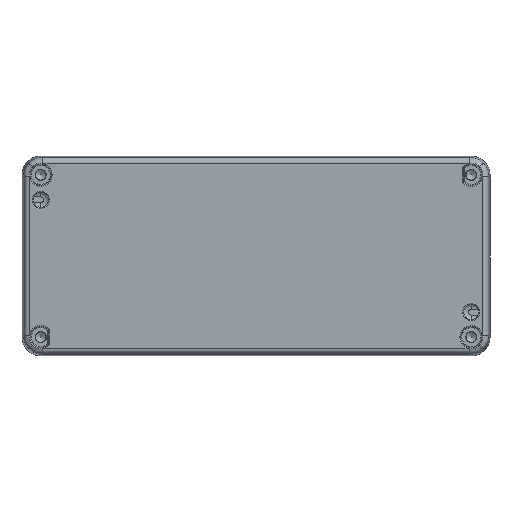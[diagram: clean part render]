
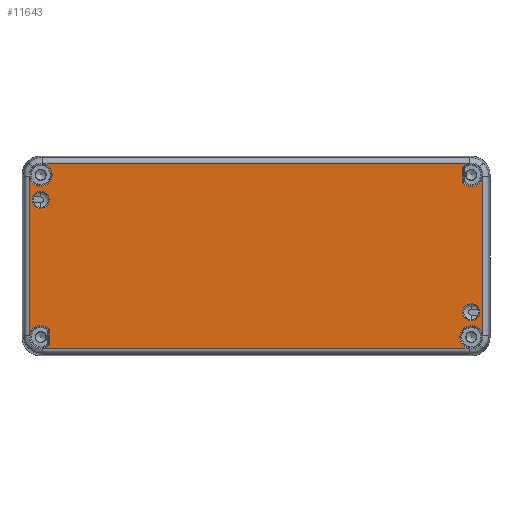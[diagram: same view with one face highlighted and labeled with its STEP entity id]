
A CAD part, front view. The second image highlights one B-rep face of the part: STEP entity #11643.
In plain terms, the highlighted planar face has unit normal (0, -1, 0).
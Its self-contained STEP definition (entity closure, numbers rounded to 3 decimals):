
#955=ELLIPSE('',#12662,0.375,0.348);
#956=ELLIPSE('',#12663,0.375,0.348);
#957=ELLIPSE('',#12666,0.375,0.348);
#958=ELLIPSE('',#12667,0.375,0.348);
#1016=PLANE('',#12660);
#1197=LINE('',#17730,#1795);
#1198=LINE('',#17733,#1796);
#1199=LINE('',#17737,#1797);
#1200=LINE('',#17742,#1798);
#1201=LINE('',#17744,#1799);
#1202=LINE('',#17750,#1800);
#1795=VECTOR('',#14165,1000.);
#1796=VECTOR('',#14168,1000.);
#1797=VECTOR('',#14171,1000.);
#1798=VECTOR('',#14176,1000.);
#1799=VECTOR('',#14177,1000.);
#1800=VECTOR('',#14182,1000.);
#2433=FACE_BOUND('',#3730,.T.);
#2434=FACE_BOUND('',#3731,.T.);
#2841=FACE_OUTER_BOUND('',#3729,.T.);
#3729=EDGE_LOOP('',(#8326,#8327,#8328,#8329,#8330,#8331,#8332,#8333,#8334,
#8335,#8336,#8337,#8338,#8339,#8340,#8341));
#3730=EDGE_LOOP('',(#8342));
#3731=EDGE_LOOP('',(#8343));
#4577=CIRCLE('',#12501,2.698);
#4593=CIRCLE('',#12527,2.698);
#4614=CIRCLE('',#12558,3.692);
#4620=CIRCLE('',#12566,3.695);
#4674=CIRCLE('',#12661,3.692);
#4675=CIRCLE('',#12664,3.695);
#4676=CIRCLE('',#12665,3.695);
#4677=CIRCLE('',#12668,3.695);
#5236=VERTEX_POINT('',#16842);
#5252=VERTEX_POINT('',#16884);
#5273=VERTEX_POINT('',#16935);
#5274=VERTEX_POINT('',#16937);
#5279=VERTEX_POINT('',#16949);
#5280=VERTEX_POINT('',#16951);
#5384=VERTEX_POINT('',#17728);
#5385=VERTEX_POINT('',#17729);
#5386=VERTEX_POINT('',#17731);
#5387=VERTEX_POINT('',#17734);
#5388=VERTEX_POINT('',#17736);
#5389=VERTEX_POINT('',#17738);
#5390=VERTEX_POINT('',#17740);
#5391=VERTEX_POINT('',#17743);
#5392=VERTEX_POINT('',#17745);
#5393=VERTEX_POINT('',#17747);
#5394=VERTEX_POINT('',#17749);
#5395=VERTEX_POINT('',#17751);
#6331=EDGE_CURVE('',#5236,#5236,#4577,.T.);
#6347=EDGE_CURVE('',#5252,#5252,#4593,.T.);
#6368=EDGE_CURVE('',#5274,#5273,#4614,.T.);
#6374=EDGE_CURVE('',#5280,#5279,#4620,.T.);
#6483=EDGE_CURVE('',#5384,#5385,#1197,.T.);
#6484=EDGE_CURVE('',#5385,#5386,#4674,.T.);
#6485=EDGE_CURVE('',#5386,#5280,#1198,.T.);
#6486=EDGE_CURVE('',#5387,#5279,#955,.T.);
#6487=EDGE_CURVE('',#5387,#5388,#1199,.T.);
#6488=EDGE_CURVE('',#5389,#5388,#956,.T.);
#6489=EDGE_CURVE('',#5389,#5390,#4675,.T.);
#6490=EDGE_CURVE('',#5390,#5274,#1200,.T.);
#6491=EDGE_CURVE('',#5273,#5391,#1201,.T.);
#6492=EDGE_CURVE('',#5391,#5392,#4676,.T.);
#6493=EDGE_CURVE('',#5393,#5392,#957,.T.);
#6494=EDGE_CURVE('',#5393,#5394,#1202,.T.);
#6495=EDGE_CURVE('',#5395,#5394,#958,.T.);
#6496=EDGE_CURVE('',#5395,#5384,#4677,.T.);
#8326=ORIENTED_EDGE('',*,*,#6483,.T.);
#8327=ORIENTED_EDGE('',*,*,#6484,.T.);
#8328=ORIENTED_EDGE('',*,*,#6485,.T.);
#8329=ORIENTED_EDGE('',*,*,#6374,.T.);
#8330=ORIENTED_EDGE('',*,*,#6486,.F.);
#8331=ORIENTED_EDGE('',*,*,#6487,.T.);
#8332=ORIENTED_EDGE('',*,*,#6488,.F.);
#8333=ORIENTED_EDGE('',*,*,#6489,.T.);
#8334=ORIENTED_EDGE('',*,*,#6490,.T.);
#8335=ORIENTED_EDGE('',*,*,#6368,.T.);
#8336=ORIENTED_EDGE('',*,*,#6491,.T.);
#8337=ORIENTED_EDGE('',*,*,#6492,.T.);
#8338=ORIENTED_EDGE('',*,*,#6493,.F.);
#8339=ORIENTED_EDGE('',*,*,#6494,.T.);
#8340=ORIENTED_EDGE('',*,*,#6495,.F.);
#8341=ORIENTED_EDGE('',*,*,#6496,.T.);
#8342=ORIENTED_EDGE('',*,*,#6347,.T.);
#8343=ORIENTED_EDGE('',*,*,#6331,.T.);
#11643=ADVANCED_FACE('',(#2841,#2433,#2434),#1016,.F.);
#12501=AXIS2_PLACEMENT_3D('',#16843,#13845,#13846);
#12527=AXIS2_PLACEMENT_3D('',#16885,#13897,#13898);
#12558=AXIS2_PLACEMENT_3D('',#16938,#13959,#13960);
#12566=AXIS2_PLACEMENT_3D('',#16952,#13975,#13976);
#12660=AXIS2_PLACEMENT_3D('',#17727,#14163,#14164);
#12661=AXIS2_PLACEMENT_3D('',#17732,#14166,#14167);
#12662=AXIS2_PLACEMENT_3D('',#17735,#14169,#14170);
#12663=AXIS2_PLACEMENT_3D('',#17739,#14172,#14173);
#12664=AXIS2_PLACEMENT_3D('',#17741,#14174,#14175);
#12665=AXIS2_PLACEMENT_3D('',#17746,#14178,#14179);
#12666=AXIS2_PLACEMENT_3D('',#17748,#14180,#14181);
#12667=AXIS2_PLACEMENT_3D('',#17752,#14183,#14184);
#12668=AXIS2_PLACEMENT_3D('',#17753,#14185,#14186);
#13845=DIRECTION('center_axis',(0.,1.,0.));
#13846=DIRECTION('ref_axis',(0.,0.,1.));
#13897=DIRECTION('center_axis',(0.,1.,0.));
#13898=DIRECTION('ref_axis',(0.,0.,1.));
#13959=DIRECTION('center_axis',(0.,1.,0.));
#13960=DIRECTION('ref_axis',(0.,0.,1.));
#13975=DIRECTION('center_axis',(0.,1.,0.));
#13976=DIRECTION('ref_axis',(0.,0.,1.));
#14163=DIRECTION('center_axis',(0.,1.,0.));
#14164=DIRECTION('ref_axis',(0.,0.,1.));
#14165=DIRECTION('',(-1.,0.,0.));
#14166=DIRECTION('center_axis',(0.,1.,0.));
#14167=DIRECTION('ref_axis',(0.,0.,1.));
#14168=DIRECTION('',(0.,0.,-1.));
#14169=DIRECTION('center_axis',(0.,-1.,0.));
#14170=DIRECTION('ref_axis',(0.391,0.,-0.921));
#14171=DIRECTION('',(0.,0.,-1.));
#14172=DIRECTION('center_axis',(0.,-1.,0.));
#14173=DIRECTION('ref_axis',(-0.384,0.,-0.923));
#14174=DIRECTION('center_axis',(0.,1.,0.));
#14175=DIRECTION('ref_axis',(0.,0.,1.));
#14176=DIRECTION('',(1.,0.,0.));
#14177=DIRECTION('',(0.,0.,1.));
#14178=DIRECTION('center_axis',(0.,1.,0.));
#14179=DIRECTION('ref_axis',(0.,0.,1.));
#14180=DIRECTION('center_axis',(0.,-1.,0.));
#14181=DIRECTION('ref_axis',(0.391,0.,-0.921));
#14182=DIRECTION('',(0.,0.,1.));
#14183=DIRECTION('center_axis',(0.,-1.,0.));
#14184=DIRECTION('ref_axis',(-0.384,0.,-0.923));
#14185=DIRECTION('center_axis',(0.,1.,0.));
#14186=DIRECTION('ref_axis',(0.,0.,1.));
#16842=CARTESIAN_POINT('',(-69.,-25.,20.698));
#16843=CARTESIAN_POINT('Origin',(-69.,-25.,18.));
#16884=CARTESIAN_POINT('',(69.,-25.,-15.302));
#16885=CARTESIAN_POINT('Origin',(69.,-25.,-18.));
#16935=CARTESIAN_POINT('',(72.54,-25.,-24.951));
#16937=CARTESIAN_POINT('',(67.951,-25.,-29.54));
#16938=CARTESIAN_POINT('Origin',(69.,-25.,-26.));
#16949=CARTESIAN_POINT('',(-66.425,-25.,-23.351));
#16951=CARTESIAN_POINT('',(-72.54,-25.,-24.941));
#16952=CARTESIAN_POINT('Origin',(-69.,-25.,-26.));
#17727=CARTESIAN_POINT('Origin',(-75.,-25.,32.));
#17728=CARTESIAN_POINT('',(67.941,-25.,29.54));
#17729=CARTESIAN_POINT('',(-67.951,-25.,29.54));
#17730=CARTESIAN_POINT('',(-68.501,-25.,29.54));
#17731=CARTESIAN_POINT('',(-72.54,-25.,24.951));
#17732=CARTESIAN_POINT('Origin',(-69.,-25.,26.));
#17733=CARTESIAN_POINT('',(-72.54,-25.,-25.501));
#17734=CARTESIAN_POINT('',(-66.303,-25.,-23.638));
#17735=CARTESIAN_POINT('Origin',(-66.656,-25.,-23.618));
#17736=CARTESIAN_POINT('',(-66.303,-25.,-28.362));
#17737=CARTESIAN_POINT('',(-66.303,-25.,-28.449));
#17738=CARTESIAN_POINT('',(-66.425,-25.,-28.649));
#17739=CARTESIAN_POINT('Origin',(-66.656,-25.,-28.382));
#17740=CARTESIAN_POINT('',(-67.941,-25.,-29.54));
#17741=CARTESIAN_POINT('Origin',(-69.,-25.,-26.));
#17742=CARTESIAN_POINT('',(68.501,-25.,-29.54));
#17743=CARTESIAN_POINT('',(72.54,-25.,24.941));
#17744=CARTESIAN_POINT('',(72.54,-25.,25.501));
#17745=CARTESIAN_POINT('',(66.425,-25.,23.351));
#17746=CARTESIAN_POINT('Origin',(69.,-25.,26.));
#17747=CARTESIAN_POINT('',(66.303,-25.,23.638));
#17748=CARTESIAN_POINT('Origin',(66.656,-25.,23.618));
#17749=CARTESIAN_POINT('',(66.303,-25.,28.362));
#17750=CARTESIAN_POINT('',(66.303,-25.,28.449));
#17751=CARTESIAN_POINT('',(66.425,-25.,28.649));
#17752=CARTESIAN_POINT('Origin',(66.656,-25.,28.382));
#17753=CARTESIAN_POINT('Origin',(69.,-25.,26.));
